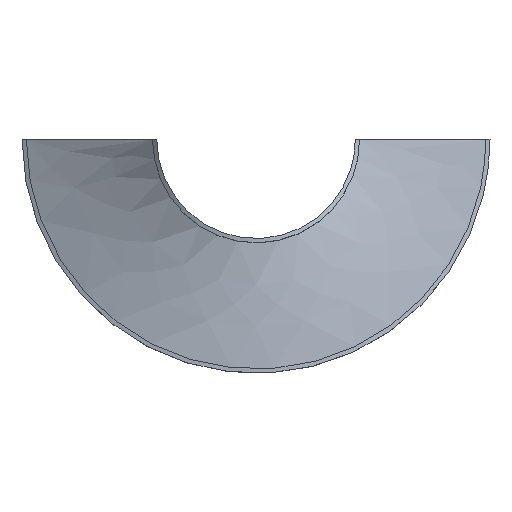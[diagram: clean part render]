
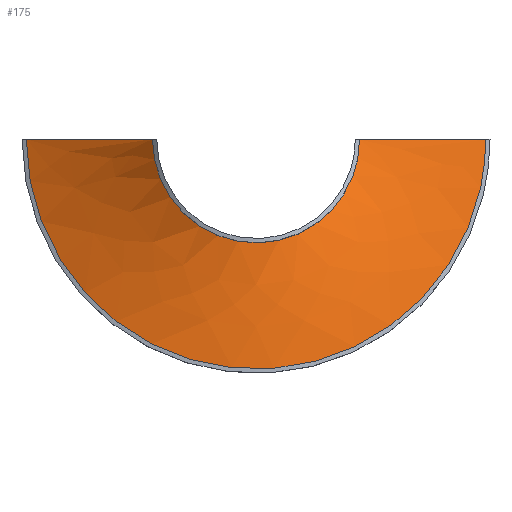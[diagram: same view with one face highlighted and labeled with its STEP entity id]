
A CAD part, top view. The second image highlights one B-rep face of the part: STEP entity #175.
In plain terms, the highlighted free-form (B-spline) face has degree [3, 3] with [4, 15] control points.
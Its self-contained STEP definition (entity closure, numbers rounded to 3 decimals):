
#23=FACE_OUTER_BOUND('',#33,.T.);
#33=EDGE_LOOP('',(#129,#130,#131,#132));
#43=B_SPLINE_CURVE_WITH_KNOTS('',3,(#341,#342,#343,#344,#345,#346,#347,
#348,#349,#350,#351,#352,#353,#354,#355),.UNSPECIFIED.,.F.,.F.,(4,1,1,1,
1,1,1,1,1,1,1,1,4),(0.,0.262,0.524,0.785,
1.047,1.309,1.571,1.833,2.094,
2.356,2.618,2.88,3.142),
 .UNSPECIFIED.);
#44=B_SPLINE_CURVE_WITH_KNOTS('',3,(#420,#421,#422,#423,#424,#425,#426,
#427,#428,#429,#430,#431,#432,#433,#434),.UNSPECIFIED.,.F.,.F.,(4,1,1,1,
1,1,1,1,1,1,1,1,4),(0.,0.262,0.524,0.785,
1.047,1.309,1.571,1.833,2.094,
2.356,2.618,2.88,3.142),
 .UNSPECIFIED.);
#53=LINE('',#417,#69);
#54=LINE('',#419,#70);
#69=VECTOR('',#217,10.);
#70=VECTOR('',#218,10.);
#85=VERTEX_POINT('',#337);
#86=VERTEX_POINT('',#339);
#87=VERTEX_POINT('',#416);
#88=VERTEX_POINT('',#418);
#103=EDGE_CURVE('',#85,#86,#43,.T.);
#104=EDGE_CURVE('',#85,#87,#53,.T.);
#105=EDGE_CURVE('',#88,#86,#54,.T.);
#106=EDGE_CURVE('',#87,#88,#44,.T.);
#129=ORIENTED_EDGE('',*,*,#104,.F.);
#130=ORIENTED_EDGE('',*,*,#103,.T.);
#131=ORIENTED_EDGE('',*,*,#105,.F.);
#132=ORIENTED_EDGE('',*,*,#106,.F.);
#170=B_SPLINE_SURFACE_WITH_KNOTS('',3,3,((#356,#357,#358,#359,#360,#361,
#362,#363,#364,#365,#366,#367,#368,#369,#370),(#371,#372,#373,#374,#375,
#376,#377,#378,#379,#380,#381,#382,#383,#384,#385),(#386,#387,#388,#389,
#390,#391,#392,#393,#394,#395,#396,#397,#398,#399,#400),(#401,#402,#403,
#404,#405,#406,#407,#408,#409,#410,#411,#412,#413,#414,#415)),
 .UNSPECIFIED.,.F.,.F.,.F.,(4,4),(4,1,1,1,1,1,1,1,1,1,1,1,4),(0.,8.9),(0.,
0.262,0.524,0.785,1.047,1.309,
1.571,1.833,2.094,2.356,2.618,
2.88,3.142),.UNSPECIFIED.);
#175=ADVANCED_FACE('',(#23),#170,.T.);
#217=DIRECTION('',(1.,0.,0.));
#218=DIRECTION('',(1.,0.,0.));
#337=CARTESIAN_POINT('',(-162.,0.,-20.));
#339=CARTESIAN_POINT('',(162.,0.,-180.));
#341=CARTESIAN_POINT('Ctrl Pts',(-162.,0.,-20.));
#342=CARTESIAN_POINT('Ctrl Pts',(-162.,-14.137,-24.444));
#343=CARTESIAN_POINT('Ctrl Pts',(-158.278,-42.41,-33.333));
#344=CARTESIAN_POINT('Ctrl Pts',(-141.91,-81.932,-46.667));
#345=CARTESIAN_POINT('Ctrl Pts',(-115.868,-115.868,-60.));
#346=CARTESIAN_POINT('Ctrl Pts',(-81.931,-141.908,-73.333));
#347=CARTESIAN_POINT('Ctrl Pts',(-42.411,-158.28,-86.667));
#348=CARTESIAN_POINT('Ctrl Pts',(0.,-163.862,
-100.));
#349=CARTESIAN_POINT('Ctrl Pts',(42.41,-158.278,-113.333));
#350=CARTESIAN_POINT('Ctrl Pts',(81.931,-141.91,-126.667));
#351=CARTESIAN_POINT('Ctrl Pts',(115.868,-115.868,-140.));
#352=CARTESIAN_POINT('Ctrl Pts',(141.908,-81.931,-153.333));
#353=CARTESIAN_POINT('Ctrl Pts',(158.28,-42.411,-166.667));
#354=CARTESIAN_POINT('Ctrl Pts',(162.,-14.137,-175.556));
#355=CARTESIAN_POINT('Ctrl Pts',(162.,0.,-180.));
#356=CARTESIAN_POINT('Ctrl Pts',(-73.,0.,-20.));
#357=CARTESIAN_POINT('Ctrl Pts',(-73.,-6.37,-24.444));
#358=CARTESIAN_POINT('Ctrl Pts',(-71.323,-19.111,-33.333));
#359=CARTESIAN_POINT('Ctrl Pts',(-63.947,-36.92,-46.667));
#360=CARTESIAN_POINT('Ctrl Pts',(-52.212,-52.212,-60.));
#361=CARTESIAN_POINT('Ctrl Pts',(-36.919,-63.946,-73.333));
#362=CARTESIAN_POINT('Ctrl Pts',(-19.111,-71.324,-86.667));
#363=CARTESIAN_POINT('Ctrl Pts',(0.,-73.839,
-100.));
#364=CARTESIAN_POINT('Ctrl Pts',(19.111,-71.323,-113.333));
#365=CARTESIAN_POINT('Ctrl Pts',(36.92,-63.947,-126.667));
#366=CARTESIAN_POINT('Ctrl Pts',(52.212,-52.212,-140.));
#367=CARTESIAN_POINT('Ctrl Pts',(63.946,-36.919,-153.333));
#368=CARTESIAN_POINT('Ctrl Pts',(71.324,-19.111,-166.667));
#369=CARTESIAN_POINT('Ctrl Pts',(73.,-6.37,-175.556));
#370=CARTESIAN_POINT('Ctrl Pts',(73.,0.,-180.));
#371=CARTESIAN_POINT('Ctrl Pts',(-102.667,0.,-20.));
#372=CARTESIAN_POINT('Ctrl Pts',(-102.667,-8.959,-24.444));
#373=CARTESIAN_POINT('Ctrl Pts',(-100.308,-26.877,-33.333));
#374=CARTESIAN_POINT('Ctrl Pts',(-89.935,-51.924,-46.667));
#375=CARTESIAN_POINT('Ctrl Pts',(-73.431,-73.431,-60.));
#376=CARTESIAN_POINT('Ctrl Pts',(-51.923,-89.934,-73.333));
#377=CARTESIAN_POINT('Ctrl Pts',(-26.878,-100.309,-86.667));
#378=CARTESIAN_POINT('Ctrl Pts',(0.,-103.847,
-100.));
#379=CARTESIAN_POINT('Ctrl Pts',(26.877,-100.308,-113.333));
#380=CARTESIAN_POINT('Ctrl Pts',(51.924,-89.935,-126.667));
#381=CARTESIAN_POINT('Ctrl Pts',(73.431,-73.431,-140.));
#382=CARTESIAN_POINT('Ctrl Pts',(89.933,-51.923,-153.333));
#383=CARTESIAN_POINT('Ctrl Pts',(100.309,-26.878,-166.667));
#384=CARTESIAN_POINT('Ctrl Pts',(102.667,-8.959,-175.556));
#385=CARTESIAN_POINT('Ctrl Pts',(102.667,0.,
-180.));
#386=CARTESIAN_POINT('Ctrl Pts',(-132.333,0.,-20.));
#387=CARTESIAN_POINT('Ctrl Pts',(-132.333,-11.548,-24.444));
#388=CARTESIAN_POINT('Ctrl Pts',(-129.293,-34.644,-33.333));
#389=CARTESIAN_POINT('Ctrl Pts',(-115.922,-66.928,-46.667));
#390=CARTESIAN_POINT('Ctrl Pts',(-94.649,-94.649,-60.));
#391=CARTESIAN_POINT('Ctrl Pts',(-66.927,-115.921,-73.333));
#392=CARTESIAN_POINT('Ctrl Pts',(-34.645,-129.294,-86.667));
#393=CARTESIAN_POINT('Ctrl Pts',(0.,-133.854,
-100.));
#394=CARTESIAN_POINT('Ctrl Pts',(34.644,-129.293,-113.333));
#395=CARTESIAN_POINT('Ctrl Pts',(66.928,-115.922,-126.667));
#396=CARTESIAN_POINT('Ctrl Pts',(94.649,-94.649,-140.));
#397=CARTESIAN_POINT('Ctrl Pts',(115.921,-66.927,-153.333));
#398=CARTESIAN_POINT('Ctrl Pts',(129.295,-34.644,-166.667));
#399=CARTESIAN_POINT('Ctrl Pts',(132.333,-11.548,-175.556));
#400=CARTESIAN_POINT('Ctrl Pts',(132.333,0.,
-180.));
#401=CARTESIAN_POINT('Ctrl Pts',(-162.,0.,-20.));
#402=CARTESIAN_POINT('Ctrl Pts',(-162.,-14.137,-24.444));
#403=CARTESIAN_POINT('Ctrl Pts',(-158.278,-42.41,-33.333));
#404=CARTESIAN_POINT('Ctrl Pts',(-141.91,-81.932,-46.667));
#405=CARTESIAN_POINT('Ctrl Pts',(-115.868,-115.868,-60.));
#406=CARTESIAN_POINT('Ctrl Pts',(-81.931,-141.908,-73.333));
#407=CARTESIAN_POINT('Ctrl Pts',(-42.411,-158.28,-86.667));
#408=CARTESIAN_POINT('Ctrl Pts',(0.,-163.862,
-100.));
#409=CARTESIAN_POINT('Ctrl Pts',(42.41,-158.278,-113.333));
#410=CARTESIAN_POINT('Ctrl Pts',(81.931,-141.91,-126.667));
#411=CARTESIAN_POINT('Ctrl Pts',(115.868,-115.868,-140.));
#412=CARTESIAN_POINT('Ctrl Pts',(141.908,-81.931,-153.333));
#413=CARTESIAN_POINT('Ctrl Pts',(158.28,-42.411,-166.667));
#414=CARTESIAN_POINT('Ctrl Pts',(162.,-14.137,-175.556));
#415=CARTESIAN_POINT('Ctrl Pts',(162.,0.,-180.));
#416=CARTESIAN_POINT('',(-73.,0.,-20.));
#417=CARTESIAN_POINT('',(-162.,0.,-20.));
#418=CARTESIAN_POINT('',(73.,0.,-180.));
#419=CARTESIAN_POINT('',(162.,0.,-180.));
#420=CARTESIAN_POINT('Ctrl Pts',(-73.,0.,-20.));
#421=CARTESIAN_POINT('Ctrl Pts',(-73.,-6.37,-24.444));
#422=CARTESIAN_POINT('Ctrl Pts',(-71.323,-19.111,-33.333));
#423=CARTESIAN_POINT('Ctrl Pts',(-63.947,-36.92,-46.667));
#424=CARTESIAN_POINT('Ctrl Pts',(-52.212,-52.212,-60.));
#425=CARTESIAN_POINT('Ctrl Pts',(-36.919,-63.946,-73.333));
#426=CARTESIAN_POINT('Ctrl Pts',(-19.111,-71.324,-86.667));
#427=CARTESIAN_POINT('Ctrl Pts',(0.,-73.839,
-100.));
#428=CARTESIAN_POINT('Ctrl Pts',(19.111,-71.323,-113.333));
#429=CARTESIAN_POINT('Ctrl Pts',(36.92,-63.947,-126.667));
#430=CARTESIAN_POINT('Ctrl Pts',(52.212,-52.212,-140.));
#431=CARTESIAN_POINT('Ctrl Pts',(63.946,-36.919,-153.333));
#432=CARTESIAN_POINT('Ctrl Pts',(71.324,-19.111,-166.667));
#433=CARTESIAN_POINT('Ctrl Pts',(73.,-6.37,-175.556));
#434=CARTESIAN_POINT('Ctrl Pts',(73.,0.,-180.));
